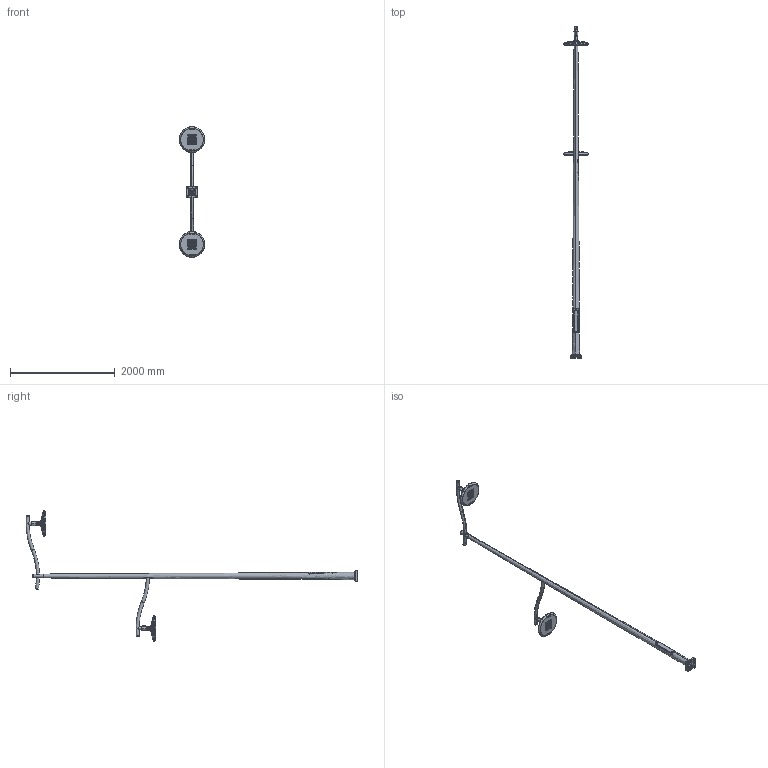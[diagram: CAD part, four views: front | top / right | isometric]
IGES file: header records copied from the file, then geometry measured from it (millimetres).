
Start section: SolidWorks IGES file using analytic representation for surfaces
Global section: file name: vario-2-6(60)-4(40)-(Ê200-150-4õ20)-ö+ïî.IGS; native system: SolidWorks 2020; preprocessor: SolidWorks 2020; author: Åêàòåðèíà; date: 210713.111622; units: millimetre
Bounding box: 489.48 x 6337.84 x 2490.11 mm (x, y, z)
Surface area: 6750036.8 mm2 (no closed solid volume)
Topology: 0 solids, 0 shells, 1947 faces, 36644 edges, 36620 vertices
Faces by surface type: revolution 1104, bspline 843
